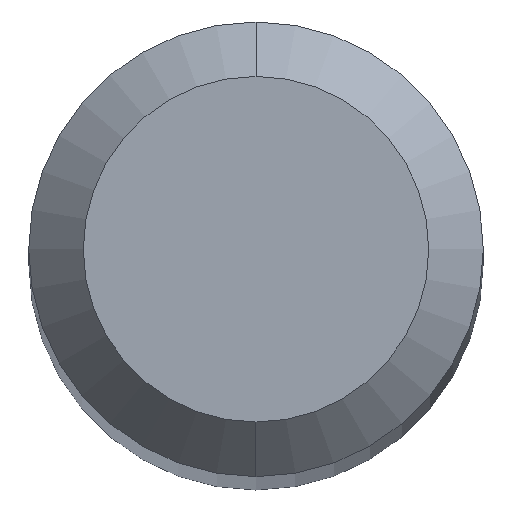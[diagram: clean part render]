
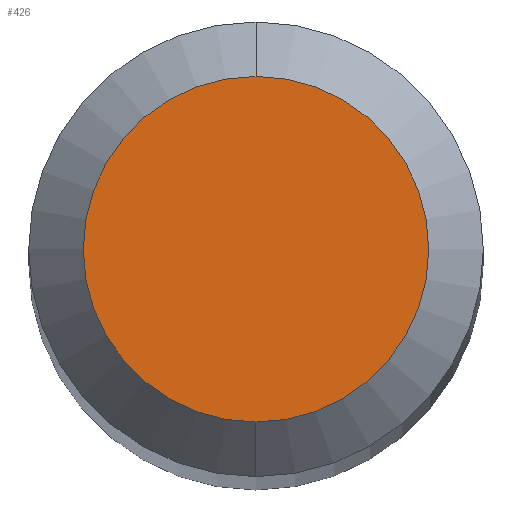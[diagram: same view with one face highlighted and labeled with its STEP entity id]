
A CAD part, top view. The second image highlights one B-rep face of the part: STEP entity #426.
In plain terms, the highlighted planar face has unit normal (0, 0, 1).
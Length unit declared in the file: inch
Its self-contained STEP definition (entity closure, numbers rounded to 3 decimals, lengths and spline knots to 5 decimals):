
#69 = CARTESIAN_POINT ( 'NONE',  ( 0., 0., 0. ) ) ;
#81 = EDGE_LOOP ( 'NONE', ( #292, #251 ) ) ;
#106 = CARTESIAN_POINT ( 'NONE',  ( 0., 0.0475, 0. ) ) ;
#109 = DIRECTION ( 'NONE',  ( 0., 0., -1. ) ) ;
#112 = PLANE ( 'NONE',  #497 ) ;
#133 = CARTESIAN_POINT ( 'NONE',  ( 0., 0.0475, 0. ) ) ;
#146 = DIRECTION ( 'NONE',  ( 0., -1., 0. ) ) ;
#215 = VERTEX_POINT ( 'NONE', #133 ) ;
#224 = CARTESIAN_POINT ( 'NONE',  ( 0., 0., 0. ) ) ;
#225 = DIRECTION ( 'NONE',  ( 0., -1., 0. ) ) ;
#251 = ORIENTED_EDGE ( 'NONE', *, *, #470, .T. ) ;
#261 = FACE_OUTER_BOUND ( 'NONE', #81, .T. ) ;
#292 = ORIENTED_EDGE ( 'NONE', *, *, #415, .T. ) ;
#300 = DIRECTION ( 'NONE',  ( 0., 0., 1. ) ) ;
#344 = DIRECTION ( 'NONE',  ( 0., 1., 0. ) ) ;
#377 = CIRCLE ( 'NONE', #465, 0.0475 ) ;
#386 = AXIS2_PLACEMENT_3D ( 'NONE', #69, #300, #225 ) ;
#413 = CIRCLE ( 'NONE', #386, 0.0475 ) ;
#415 = EDGE_CURVE ( 'NONE', #215, #420, #413, .T. ) ;
#420 = VERTEX_POINT ( 'NONE', #511 ) ;
#426 = ADVANCED_FACE ( 'NONE', ( #261 ), #112, .F. ) ;
#465 = AXIS2_PLACEMENT_3D ( 'NONE', #224, #507, #146 ) ;
#470 = EDGE_CURVE ( 'NONE', #420, #215, #377, .T. ) ;
#497 = AXIS2_PLACEMENT_3D ( 'NONE', #106, #109, #344 ) ;
#507 = DIRECTION ( 'NONE',  ( 0., 0., 1. ) ) ;
#511 = CARTESIAN_POINT ( 'NONE',  ( 0., -0.0475, 0. ) ) ;
